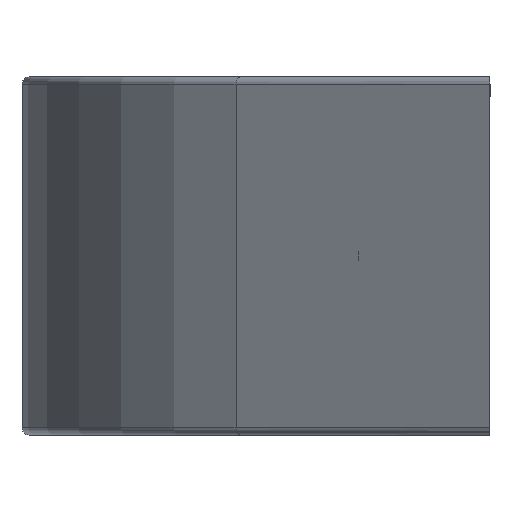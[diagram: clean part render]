
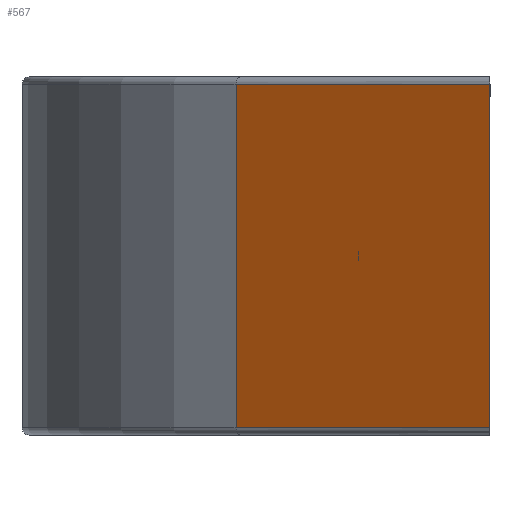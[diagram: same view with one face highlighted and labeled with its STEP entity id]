
A CAD part, left-side view. The second image highlights one B-rep face of the part: STEP entity #567.
In plain terms, the highlighted planar face has unit normal (-0.809, 0.588, 0).
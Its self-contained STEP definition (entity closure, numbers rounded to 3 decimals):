
#25 = CARTESIAN_POINT ( 'NONE',  ( -169.5, 0., 11.75 ) ) ;
#57 = VECTOR ( 'NONE', #864, 1000. ) ;
#72 = DIRECTION ( 'NONE',  ( 0., 0., 1. ) ) ;
#128 = ORIENTED_EDGE ( 'NONE', *, *, #692, .T. ) ;
#141 = EDGE_LOOP ( 'NONE', ( #958, #410, #338, #128 ) ) ;
#165 = CARTESIAN_POINT ( 'NONE',  ( -156.883, 17.366, 11.75 ) ) ;
#188 = CARTESIAN_POINT ( 'NONE',  ( -169.5, 0., 11.75 ) ) ;
#210 = EDGE_CURVE ( 'NONE', #867, #797, #1040, .T. ) ;
#214 = CARTESIAN_POINT ( 'NONE',  ( -169.5, 0., -11.75 ) ) ;
#338 = ORIENTED_EDGE ( 'NONE', *, *, #479, .F. ) ;
#354 = VERTEX_POINT ( 'NONE', #1190 ) ;
#380 = VECTOR ( 'NONE', #1003, 1000. ) ;
#410 = ORIENTED_EDGE ( 'NONE', *, *, #210, .F. ) ;
#479 = EDGE_CURVE ( 'NONE', #354, #867, #1329, .T. ) ;
#545 = DIRECTION ( 'NONE',  ( 0.588, 0.809, 0. ) ) ;
#567 = ADVANCED_FACE ( 'NONE', ( #1053 ), #966, .T. ) ;
#571 = AXIS2_PLACEMENT_3D ( 'NONE', #25, #1302, #1067 ) ;
#594 = CARTESIAN_POINT ( 'NONE',  ( -156.883, 17.366, -11.75 ) ) ;
#660 = LINE ( 'NONE', #1116, #711 ) ;
#692 = EDGE_CURVE ( 'NONE', #354, #937, #1258, .T. ) ;
#711 = VECTOR ( 'NONE', #545, 1000. ) ;
#778 = EDGE_CURVE ( 'NONE', #937, #797, #660, .T. ) ;
#786 = CARTESIAN_POINT ( 'NONE',  ( -156.883, 17.366, 11.75 ) ) ;
#797 = VERTEX_POINT ( 'NONE', #786 ) ;
#864 = DIRECTION ( 'NONE',  ( 0.588, 0.809, 0. ) ) ;
#867 = VERTEX_POINT ( 'NONE', #594 ) ;
#937 = VERTEX_POINT ( 'NONE', #188 ) ;
#958 = ORIENTED_EDGE ( 'NONE', *, *, #778, .T. ) ;
#966 = PLANE ( 'NONE',  #571 ) ;
#1003 = DIRECTION ( 'NONE',  ( 0., 0., 1. ) ) ;
#1010 = CARTESIAN_POINT ( 'NONE',  ( -169.5, 0., 11.75 ) ) ;
#1040 = LINE ( 'NONE', #165, #1259 ) ;
#1053 = FACE_OUTER_BOUND ( 'NONE', #141, .T. ) ;
#1067 = DIRECTION ( 'NONE',  ( -0.588, -0.809, 0. ) ) ;
#1116 = CARTESIAN_POINT ( 'NONE',  ( -169.5, 0., 11.75 ) ) ;
#1190 = CARTESIAN_POINT ( 'NONE',  ( -169.5, 0., -11.75 ) ) ;
#1258 = LINE ( 'NONE', #1010, #380 ) ;
#1259 = VECTOR ( 'NONE', #72, 1000. ) ;
#1302 = DIRECTION ( 'NONE',  ( -0.809, 0.588, 0. ) ) ;
#1329 = LINE ( 'NONE', #214, #57 ) ;
